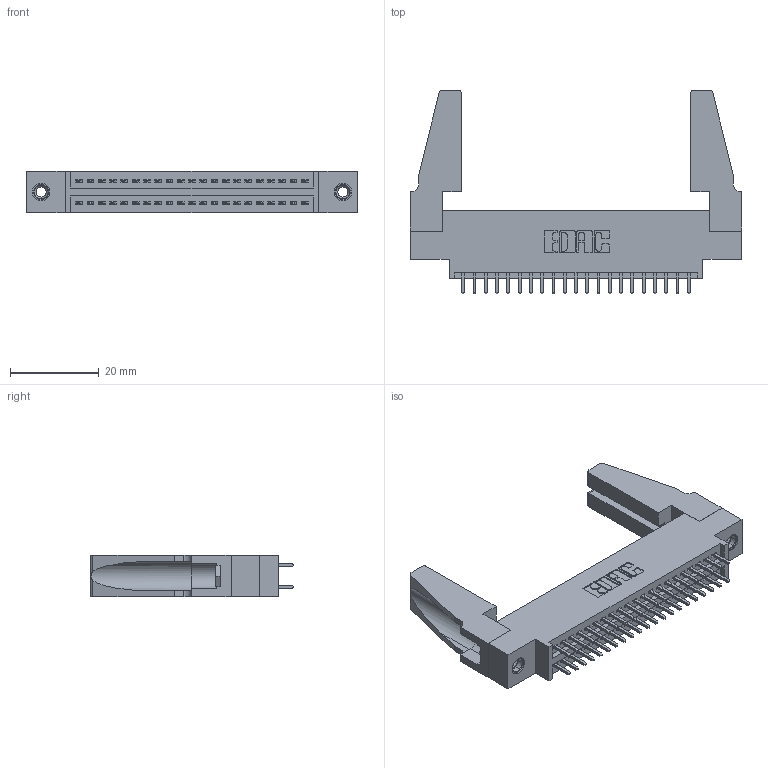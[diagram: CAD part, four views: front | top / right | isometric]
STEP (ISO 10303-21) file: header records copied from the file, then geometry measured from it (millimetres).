
FILE_DESCRIPTION (( 'STEP AP203' ), '1' );
FILE_NAME ('395-042-521-888.STEP', '2019-10-18T06:39:56', ( '' ), ( '' ), 'SwSTEP 2.0', 'SolidWorks 2016', '' );
FILE_SCHEMA (( 'CONFIG_CONTROL_DESIGN' ));
Length unit declared in the file: inch
Products named in the file (5): 345 Part_0.170 Offset - 0.156 Dia-TH; 345-292-001_345-293-121; 345-250-001_345-250-001-102; 345-220-078_345-220-088; 395-042-521-888
Assembly tree (47 placements, depth 2):
  395-042-521-888
    345 Part_0.170 Offset - 0.156 Dia-TH
    345-292-001_345-293-121  x42
    345-250-001_345-250-001-102  x2
    345-220-078_345-220-088  x2
Bounding box: 74.57 x 45.9 x 9.4 mm (x, y, z)
Volume: 10171.2 mm3; surface area: 12974.4 mm2
Topology: 47 solids, 47 shells, 2354 faces, 6925 edges, 4550 vertices
Faces by surface type: plane 1542, cylinder 796, cone 12, torus 4
Entity records: 21602 total; most frequent: CARTESIAN_POINT 3638, ORIENTED_EDGE 3532, DIRECTION 3238, EDGE_CURVE 1766, VECTOR 1508, LINE 1508, VERTEX_POINT 1170, AXIS2_PLACEMENT_3D 865
